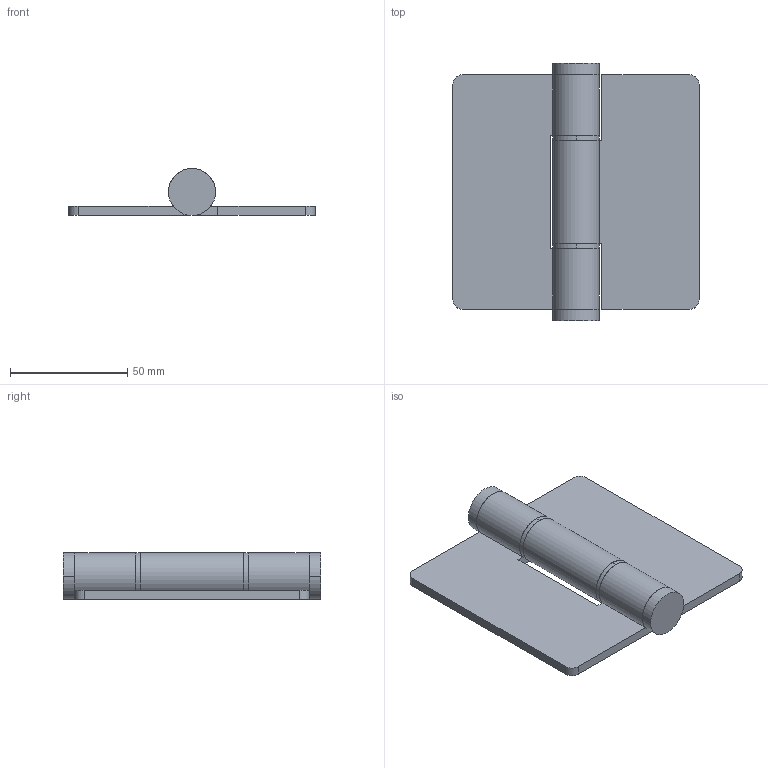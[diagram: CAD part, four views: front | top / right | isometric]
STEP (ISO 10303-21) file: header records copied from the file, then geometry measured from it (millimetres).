
FILE_DESCRIPTION (( 'STEP AP203' ), '1' );
FILE_NAME ('B-1-3.STEP', '2008-10-29T07:08:14', ( ' ' ), ( ' ' ), 'SwSTEP 2.0', 'SolidWorks 2007', '' );
FILE_SCHEMA (( 'CONFIG_CONTROL_DESIGN' ));
Length unit declared in the file: millimetre
Products named in the file (5): B-1-3; B-1-3僸儞僕B__棉太倌; B-1-3僸儞僕A__棉太倌; B-1-3僔儍僼僩__棉太倌; B-1-3嵗嬥__棉太倌
Assembly tree (5 placements, depth 2):
  B-1-3
    B-1-3嵗嬥__棉太倌  x2
    B-1-3僸儞僕A__棉太倌
    B-1-3僔儍僼僩__棉太倌
    B-1-3僸儞僕B__棉太倌
Bounding box: 105 x 110 x 20 mm (x, y, z)
Volume: 69837.9 mm3; surface area: 36549.3 mm2
Topology: 5 solids, 5 shells, 52 faces, 120 edges, 80 vertices
Faces by surface type: cylinder 27, plane 25
Entity records: 1909 total; most frequent: DIRECTION 262, CARTESIAN_POINT 234, ORIENTED_EDGE 216, EDGE_CURVE 108, AXIS2_PLACEMENT_3D 100, VERTEX_POINT 72, VECTOR 62, LINE 62
